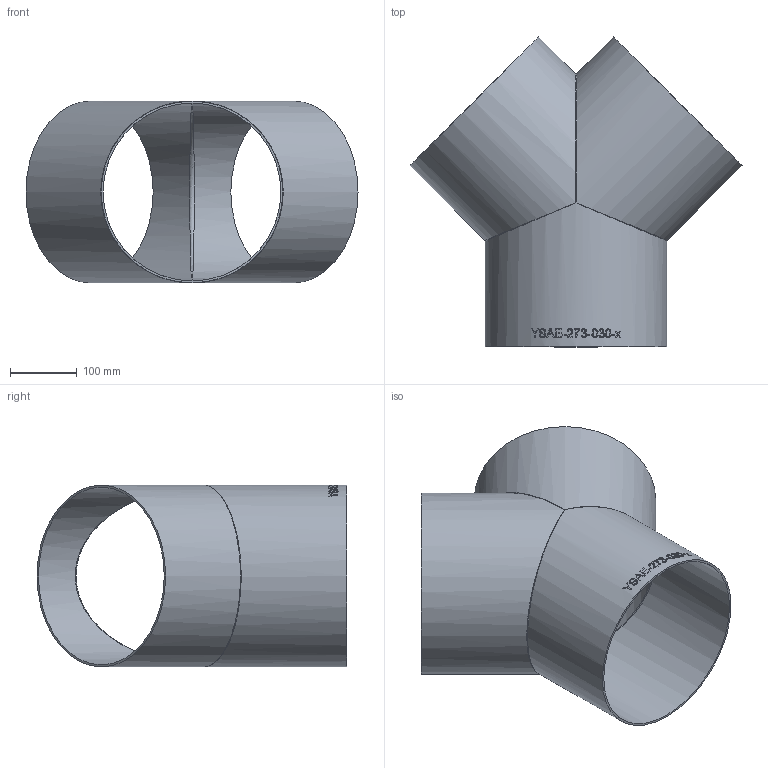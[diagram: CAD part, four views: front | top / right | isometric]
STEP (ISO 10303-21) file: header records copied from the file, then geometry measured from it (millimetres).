
FILE_DESCRIPTION (( 'STEP AP214' ), '1' );
FILE_NAME ('YSAE-273-030-x Y-Stück 2005.STEP', '2020-05-28T07:31:24', ( '' ), ( '' ), 'SwSTEP 2.0', 'SolidWorks 2019', '' );
FILE_SCHEMA (( 'AUTOMOTIVE_DESIGN' ));
Length unit declared in the file: millimetre
Products named in the file (1): YSAE-273-030-x Y-Stück 2005
Bounding box: 498.51 x 465.26 x 273 mm (x, y, z)
Volume: 1247671.8 mm3; surface area: 839782.7 mm2
Topology: 1 solids, 1 shells, 187 faces, 508 edges, 326 vertices
Faces by surface type: bspline 112, plane 51, cylinder 24
Full cylindrical faces by diameter (mm): 267 x3, 273 x3
Entity records: 31228 total; most frequent: CARTESIAN_POINT 25767, ORIENTED_EDGE 960, EDGE_CURVE 480, DIRECTION 351, B_SPLINE_CURVE_WITH_KNOTS 335, VERTEX_POINT 318, EDGE_LOOP 212, FACE_OUTER_BOUND 192
